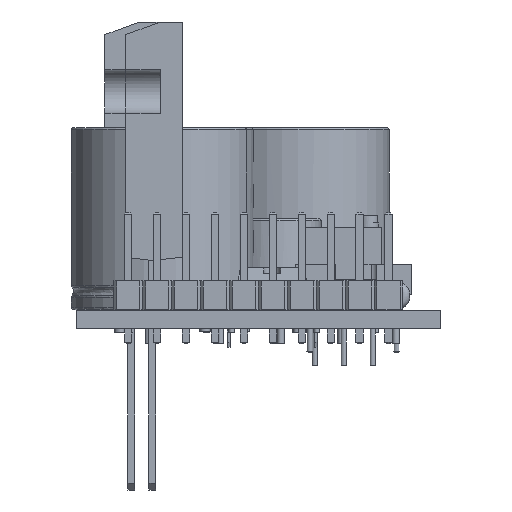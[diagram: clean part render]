
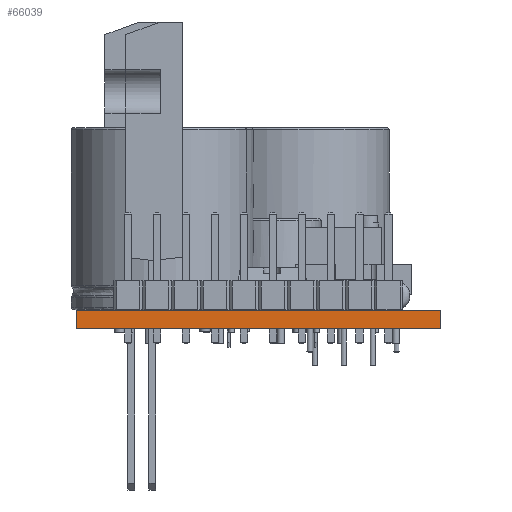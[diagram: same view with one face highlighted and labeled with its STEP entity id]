
A CAD part, left-side view. The second image highlights one B-rep face of the part: STEP entity #66039.
In plain terms, the highlighted planar face has unit normal (-1, 0, 0).
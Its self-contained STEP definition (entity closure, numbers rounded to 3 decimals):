
#61339 = PLANE('',#61340);
#61340 = AXIS2_PLACEMENT_3D('',#61341,#61342,#61343);
#61341 = CARTESIAN_POINT('',(-62.04,16.002,0.));
#61342 = DIRECTION('',(0.,1.,0.));
#61343 = DIRECTION('',(1.,0.,0.));
#61367 = PLANE('',#61368);
#61368 = AXIS2_PLACEMENT_3D('',#61369,#61370,#61371);
#61369 = CARTESIAN_POINT('',(0.,0.,1.6)
  );
#61370 = DIRECTION('',(-0.,-0.,-1.));
#61371 = DIRECTION('',(-1.,0.,0.));
#61421 = PLANE('',#61422);
#61422 = AXIS2_PLACEMENT_3D('',#61423,#61424,#61425);
#61423 = CARTESIAN_POINT('',(0.,0.,0.)
  );
#61424 = DIRECTION('',(-0.,-0.,-1.));
#61425 = DIRECTION('',(-1.,0.,0.));
#61436 = EDGE_CURVE('',#61437,#61439,#61441,.T.);
#61437 = VERTEX_POINT('',#61438);
#61438 = CARTESIAN_POINT('',(-62.04,16.002,0.));
#61439 = VERTEX_POINT('',#61440);
#61440 = CARTESIAN_POINT('',(-62.04,16.002,1.6));
#61441 = SURFACE_CURVE('',#61442,(#61446,#61453),.PCURVE_S1.);
#61442 = LINE('',#61443,#61444);
#61443 = CARTESIAN_POINT('',(-62.04,16.002,0.));
#61444 = VECTOR('',#61445,1.);
#61445 = DIRECTION('',(0.,0.,1.));
#61446 = PCURVE('',#61339,#61447);
#61447 = DEFINITIONAL_REPRESENTATION('',(#61448),#61452);
#61448 = LINE('',#61449,#61450);
#61449 = CARTESIAN_POINT('',(0.,0.));
#61450 = VECTOR('',#61451,1.);
#61451 = DIRECTION('',(0.,-1.));
#61452 = ( GEOMETRIC_REPRESENTATION_CONTEXT(2) 
PARAMETRIC_REPRESENTATION_CONTEXT() REPRESENTATION_CONTEXT('2D SPACE',''
  ) );
#61453 = PCURVE('',#61454,#61459);
#61454 = PLANE('',#61455);
#61455 = AXIS2_PLACEMENT_3D('',#61456,#61457,#61458);
#61456 = CARTESIAN_POINT('',(-62.04,-16.002,0.));
#61457 = DIRECTION('',(-1.,0.,0.));
#61458 = DIRECTION('',(0.,1.,0.));
#61459 = DEFINITIONAL_REPRESENTATION('',(#61460),#61464);
#61460 = LINE('',#61461,#61462);
#61461 = CARTESIAN_POINT('',(32.004,0.));
#61462 = VECTOR('',#61463,1.);
#61463 = DIRECTION('',(0.,-1.));
#61464 = ( GEOMETRIC_REPRESENTATION_CONTEXT(2) 
PARAMETRIC_REPRESENTATION_CONTEXT() REPRESENTATION_CONTEXT('2D SPACE',''
  ) );
#61552 = PLANE('',#61553);
#61553 = AXIS2_PLACEMENT_3D('',#61554,#61555,#61556);
#61554 = CARTESIAN_POINT('',(62.04,-16.002,0.));
#61555 = DIRECTION('',(0.,-1.,0.));
#61556 = DIRECTION('',(-1.,0.,0.));
#61591 = VERTEX_POINT('',#61592);
#61592 = CARTESIAN_POINT('',(-62.04,-16.002,0.));
#61613 = EDGE_CURVE('',#61591,#61437,#61614,.T.);
#61614 = SURFACE_CURVE('',#61615,(#61619,#61626),.PCURVE_S1.);
#61615 = LINE('',#61616,#61617);
#61616 = CARTESIAN_POINT('',(-62.04,-16.002,0.));
#61617 = VECTOR('',#61618,1.);
#61618 = DIRECTION('',(0.,1.,0.));
#61619 = PCURVE('',#61421,#61620);
#61620 = DEFINITIONAL_REPRESENTATION('',(#61621),#61625);
#61621 = LINE('',#61622,#61623);
#61622 = CARTESIAN_POINT('',(62.04,-16.002));
#61623 = VECTOR('',#61624,1.);
#61624 = DIRECTION('',(0.,1.));
#61625 = ( GEOMETRIC_REPRESENTATION_CONTEXT(2) 
PARAMETRIC_REPRESENTATION_CONTEXT() REPRESENTATION_CONTEXT('2D SPACE',''
  ) );
#61626 = PCURVE('',#61454,#61627);
#61627 = DEFINITIONAL_REPRESENTATION('',(#61628),#61632);
#61628 = LINE('',#61629,#61630);
#61629 = CARTESIAN_POINT('',(0.,0.));
#61630 = VECTOR('',#61631,1.);
#61631 = DIRECTION('',(1.,0.));
#61632 = ( GEOMETRIC_REPRESENTATION_CONTEXT(2) 
PARAMETRIC_REPRESENTATION_CONTEXT() REPRESENTATION_CONTEXT('2D SPACE',''
  ) );
#63986 = VERTEX_POINT('',#63987);
#63987 = CARTESIAN_POINT('',(-62.04,-16.002,1.6));
#64008 = EDGE_CURVE('',#63986,#61439,#64009,.T.);
#64009 = SURFACE_CURVE('',#64010,(#64014,#64021),.PCURVE_S1.);
#64010 = LINE('',#64011,#64012);
#64011 = CARTESIAN_POINT('',(-62.04,-16.002,1.6));
#64012 = VECTOR('',#64013,1.);
#64013 = DIRECTION('',(0.,1.,0.));
#64014 = PCURVE('',#61367,#64015);
#64015 = DEFINITIONAL_REPRESENTATION('',(#64016),#64020);
#64016 = LINE('',#64017,#64018);
#64017 = CARTESIAN_POINT('',(62.04,-16.002));
#64018 = VECTOR('',#64019,1.);
#64019 = DIRECTION('',(0.,1.));
#64020 = ( GEOMETRIC_REPRESENTATION_CONTEXT(2) 
PARAMETRIC_REPRESENTATION_CONTEXT() REPRESENTATION_CONTEXT('2D SPACE',''
  ) );
#64021 = PCURVE('',#61454,#64022);
#64022 = DEFINITIONAL_REPRESENTATION('',(#64023),#64027);
#64023 = LINE('',#64024,#64025);
#64024 = CARTESIAN_POINT('',(0.,-1.6));
#64025 = VECTOR('',#64026,1.);
#64026 = DIRECTION('',(1.,0.));
#64027 = ( GEOMETRIC_REPRESENTATION_CONTEXT(2) 
PARAMETRIC_REPRESENTATION_CONTEXT() REPRESENTATION_CONTEXT('2D SPACE',''
  ) );
#66039 = ADVANCED_FACE('',(#66040),#61454,.T.);
#66040 = FACE_BOUND('',#66041,.T.);
#66041 = EDGE_LOOP('',(#66042,#66063,#66064,#66065));
#66042 = ORIENTED_EDGE('',*,*,#66043,.T.);
#66043 = EDGE_CURVE('',#61591,#63986,#66044,.T.);
#66044 = SURFACE_CURVE('',#66045,(#66049,#66056),.PCURVE_S1.);
#66045 = LINE('',#66046,#66047);
#66046 = CARTESIAN_POINT('',(-62.04,-16.002,0.));
#66047 = VECTOR('',#66048,1.);
#66048 = DIRECTION('',(0.,0.,1.));
#66049 = PCURVE('',#61454,#66050);
#66050 = DEFINITIONAL_REPRESENTATION('',(#66051),#66055);
#66051 = LINE('',#66052,#66053);
#66052 = CARTESIAN_POINT('',(0.,0.));
#66053 = VECTOR('',#66054,1.);
#66054 = DIRECTION('',(0.,-1.));
#66055 = ( GEOMETRIC_REPRESENTATION_CONTEXT(2) 
PARAMETRIC_REPRESENTATION_CONTEXT() REPRESENTATION_CONTEXT('2D SPACE',''
  ) );
#66056 = PCURVE('',#61552,#66057);
#66057 = DEFINITIONAL_REPRESENTATION('',(#66058),#66062);
#66058 = LINE('',#66059,#66060);
#66059 = CARTESIAN_POINT('',(124.079,0.));
#66060 = VECTOR('',#66061,1.);
#66061 = DIRECTION('',(0.,-1.));
#66062 = ( GEOMETRIC_REPRESENTATION_CONTEXT(2) 
PARAMETRIC_REPRESENTATION_CONTEXT() REPRESENTATION_CONTEXT('2D SPACE',''
  ) );
#66063 = ORIENTED_EDGE('',*,*,#64008,.T.);
#66064 = ORIENTED_EDGE('',*,*,#61436,.F.);
#66065 = ORIENTED_EDGE('',*,*,#61613,.F.);
